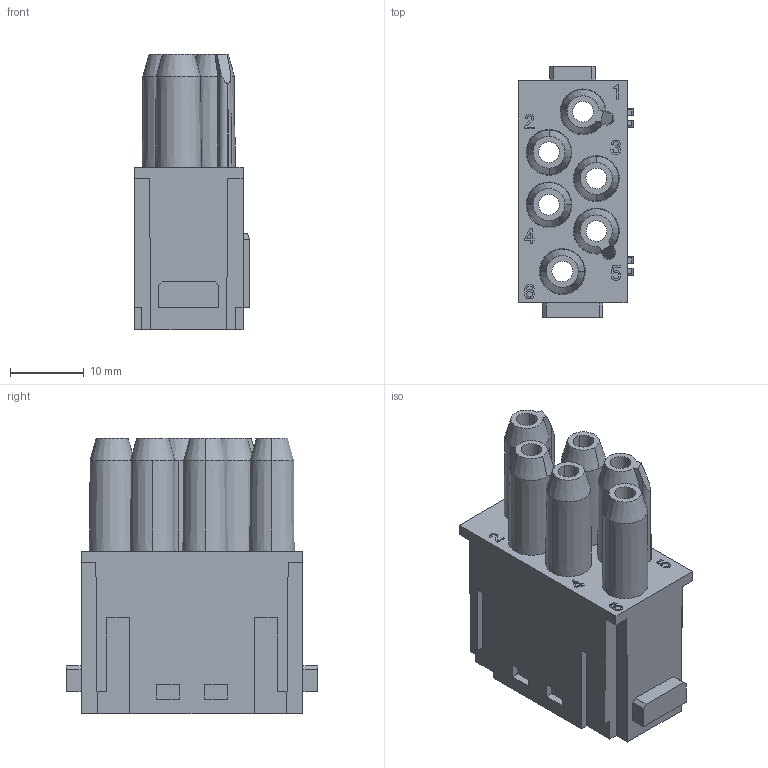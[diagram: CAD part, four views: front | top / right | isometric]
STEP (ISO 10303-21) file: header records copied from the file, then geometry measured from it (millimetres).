
FILE_DESCRIPTION(('Creo Elements/Direct Modeling STEP Export'),'2;1');
FILE_NAME('0lndrr04d35j8ej344','2017-10-06T11:13:03',(''),(''),'PTC Creo Elements/Direct Modeling STEP processor for AP214 (Solid Model)','PTC Creo Elements/Direct Modeling 19.0B 21-Mar-2015 (C) Parametric Technology GmbH','');
FILE_SCHEMA(('AUTOMOTIVE_DESIGN { 1 0 10303 214 1 1 1 1 }'));
Length unit declared in the file: millimetre
Products named in the file (2): CX_06P_CF
Assembly tree (1 placements, depth 2):
  CX_06P_CF
    CX_06P_CF
Bounding box: 15.6 x 34 x 37.3 mm (x, y, z)
Volume: 8077.5 mm3; surface area: 7953.9 mm2
Topology: 1 solids, 1 shells, 436 faces, 1222 edges, 814 vertices
Faces by surface type: plane 388, cylinder 28, cone 20
Entity records: 13827 total; most frequent: CARTESIAN_POINT 2505, ORIENTED_EDGE 2444, DIRECTION 2043, EDGE_CURVE 1222, VECTOR 1113, LINE 1113, VERTEX_POINT 814, EDGE_LOOP 474
